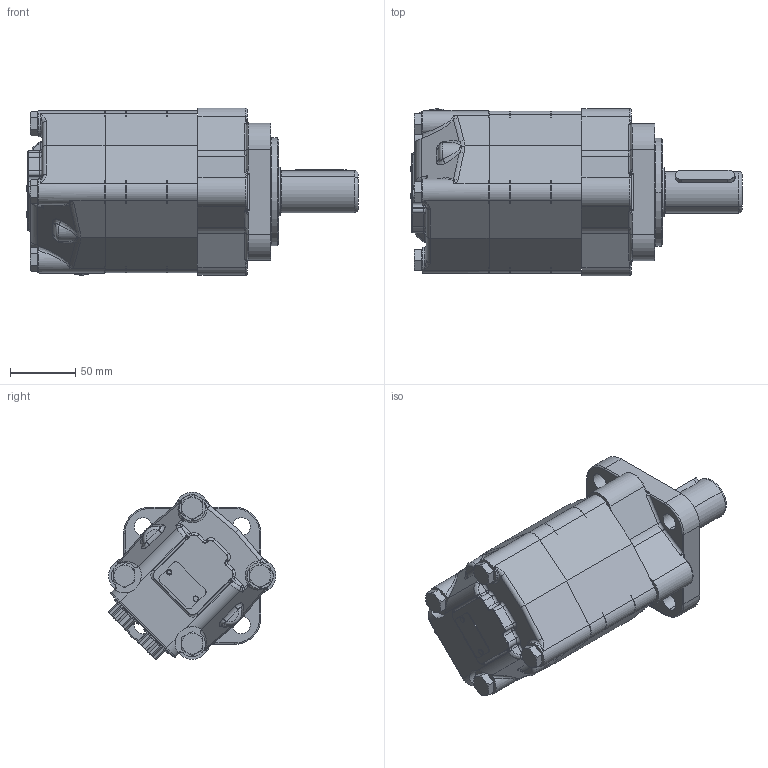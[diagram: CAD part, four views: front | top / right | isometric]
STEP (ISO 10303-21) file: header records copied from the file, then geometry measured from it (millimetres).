
FILE_DESCRIPTION((''),'2;1');
FILE_NAME('360XXXAH321BAAAA_SW0001','2020-02-10T',('U374100'),(''),'CREO PARAMETRIC BY PTC INC, 2015480','CREO PARAMETRIC BY PTC INC, 2015480','');
FILE_SCHEMA(('CONFIG_CONTROL_DESIGN'));
Length unit declared in the file: millimetre
Products named in the file (1): 360XXXAH321BAAAA_SW0001
Bounding box: 254.23 x 128.39 x 128.39 mm (x, y, z)
Volume: 1729756.4 mm3; surface area: 110559.9 mm2
Topology: 1 solids, 3 shells, 831 faces, 1949 edges, 1148 vertices
Faces by surface type: cylinder 322, plane 247, cone 86, torus 80, bspline 68, sphere 28
Entity records: 33426 total; most frequent: CARTESIAN_POINT 14902, ORIENTED_EDGE 3886, DIRECTION 3852, EDGE_CURVE 1943, AXIS2_PLACEMENT_3D 1494, VERTEX_POINT 1148, EDGE_LOOP 873, VECTOR 864
